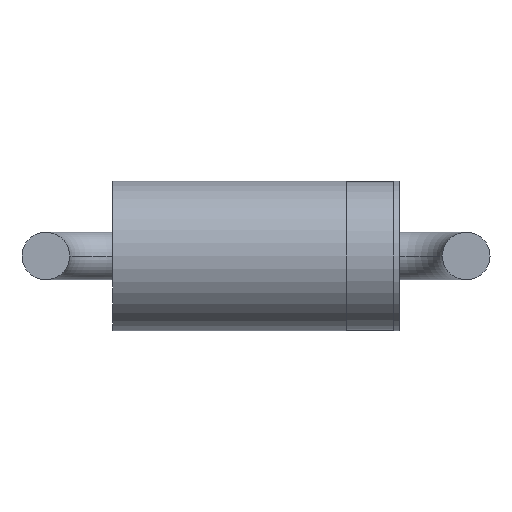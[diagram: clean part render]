
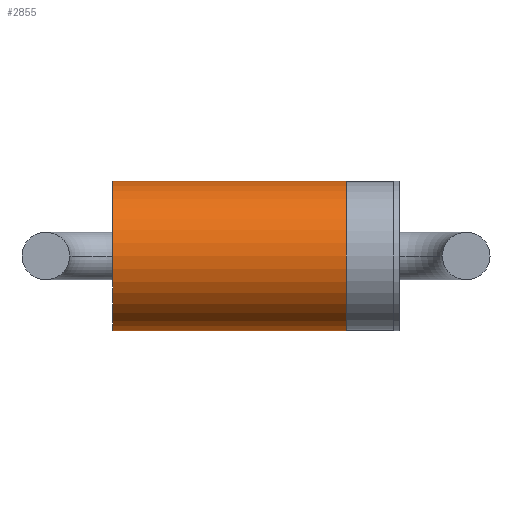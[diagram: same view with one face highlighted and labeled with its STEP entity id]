
A CAD part, front view. The second image highlights one B-rep face of the part: STEP entity #2855.
In plain terms, the highlighted cylindrical face has radius 1.355 mm (diameter 2.71 mm), a partial arc.
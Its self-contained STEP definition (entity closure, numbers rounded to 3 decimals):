
#69 = EDGE_CURVE ( 'NONE', #3090, #1436, #2350, .T. ) ;
#83 = DIRECTION ( 'NONE',  ( -1., 0., 0. ) ) ;
#102 = CARTESIAN_POINT ( 'NONE',  ( 5.443, 2.355, 0. ) ) ;
#120 = DIRECTION ( 'NONE',  ( 0., 0., 1. ) ) ;
#179 = CARTESIAN_POINT ( 'NONE',  ( 6.41, 2.355, 1.355 ) ) ;
#230 = CYLINDRICAL_SURFACE ( 'NONE', #1033, 1.355 ) ;
#356 = LINE ( 'NONE', #179, #4015 ) ;
#430 = EDGE_CURVE ( 'NONE', #3520, #1436, #2804, .T. ) ;
#477 = CARTESIAN_POINT ( 'NONE',  ( 1.21, 2.355, -1.355 ) ) ;
#531 = DIRECTION ( 'NONE',  ( 0., 0., 1. ) ) ;
#1026 = CARTESIAN_POINT ( 'NONE',  ( 5.443, 2.355, -1.355 ) ) ;
#1033 = AXIS2_PLACEMENT_3D ( 'NONE', #2588, #1172, #531 ) ;
#1057 = DIRECTION ( 'NONE',  ( 0., 0., -1. ) ) ;
#1069 = CARTESIAN_POINT ( 'NONE',  ( 6.41, 2.355, -1.355 ) ) ;
#1172 = DIRECTION ( 'NONE',  ( -1., 0., 0. ) ) ;
#1352 = VERTEX_POINT ( 'NONE', #3758 ) ;
#1436 = VERTEX_POINT ( 'NONE', #477 ) ;
#1656 = AXIS2_PLACEMENT_3D ( 'NONE', #102, #83, #120 ) ;
#1665 = DIRECTION ( 'NONE',  ( 1., 0., 0. ) ) ;
#1776 = EDGE_CURVE ( 'NONE', #1352, #3520, #356, .T. ) ;
#1822 = ORIENTED_EDGE ( 'NONE', *, *, #69, .F. ) ;
#1832 = ORIENTED_EDGE ( 'NONE', *, *, #3344, .T. ) ;
#1888 = FACE_OUTER_BOUND ( 'NONE', #3203, .T. ) ;
#2350 = LINE ( 'NONE', #1069, #3810 ) ;
#2588 = CARTESIAN_POINT ( 'NONE',  ( 6.41, 2.355, 0. ) ) ;
#2655 = DIRECTION ( 'NONE',  ( -1., 0., 0. ) ) ;
#2692 = CIRCLE ( 'NONE', #1656, 1.355 ) ;
#2804 = CIRCLE ( 'NONE', #3145, 1.355 ) ;
#2855 = ADVANCED_FACE ( 'NONE', ( #1888 ), #230, .T. ) ;
#3090 = VERTEX_POINT ( 'NONE', #1026 ) ;
#3145 = AXIS2_PLACEMENT_3D ( 'NONE', #4012, #1665, #1057 ) ;
#3203 = EDGE_LOOP ( 'NONE', ( #1822, #1832, #3433, #3652 ) ) ;
#3344 = EDGE_CURVE ( 'NONE', #3090, #1352, #2692, .T. ) ;
#3433 = ORIENTED_EDGE ( 'NONE', *, *, #1776, .T. ) ;
#3434 = CARTESIAN_POINT ( 'NONE',  ( 1.21, 2.355, 1.355 ) ) ;
#3453 = DIRECTION ( 'NONE',  ( -1., 0., 0. ) ) ;
#3520 = VERTEX_POINT ( 'NONE', #3434 ) ;
#3652 = ORIENTED_EDGE ( 'NONE', *, *, #430, .T. ) ;
#3758 = CARTESIAN_POINT ( 'NONE',  ( 5.443, 2.355, 1.355 ) ) ;
#3810 = VECTOR ( 'NONE', #2655, 1000. ) ;
#4012 = CARTESIAN_POINT ( 'NONE',  ( 1.21, 2.355, 0. ) ) ;
#4015 = VECTOR ( 'NONE', #3453, 1000. ) ;
